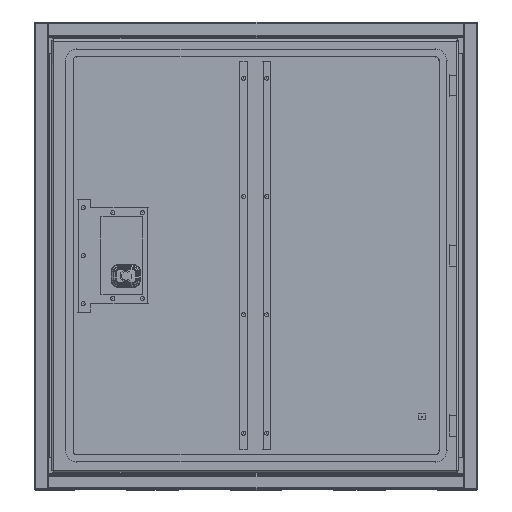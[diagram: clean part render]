
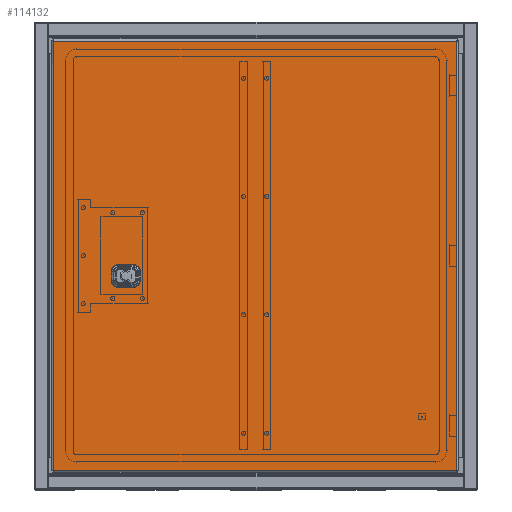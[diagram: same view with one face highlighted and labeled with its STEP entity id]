
A CAD part, top view. The second image highlights one B-rep face of the part: STEP entity #114132.
In plain terms, the highlighted planar face has unit normal (0, 0, 1).
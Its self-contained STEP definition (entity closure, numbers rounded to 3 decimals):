
#415 = EDGE_CURVE ( 'NONE', #100200, #115605, #100853, .T. ) ;
#1250 = CARTESIAN_POINT ( 'NONE',  ( 271.4, 25.9, -4.6 ) ) ;
#1708 = DIRECTION ( 'NONE',  ( -1., 0., 0. ) ) ;
#4450 = CARTESIAN_POINT ( 'NONE',  ( -169.467, 284.9, -4.6 ) ) ;
#4612 = DIRECTION ( 'NONE',  ( -1., 0., 0. ) ) ;
#6091 = CARTESIAN_POINT ( 'NONE',  ( -176.1, 288.4, -4.6 ) ) ;
#6303 = CARTESIAN_POINT ( 'NONE',  ( 272.399, 605.9, -4.6 ) ) ;
#7660 = VECTOR ( 'NONE', #61087, 1000. ) ;
#8671 = VECTOR ( 'NONE', #33429, 1000. ) ;
#8884 = LINE ( 'NONE', #68434, #83269 ) ;
#9459 = EDGE_CURVE ( 'NONE', #24708, #26002, #58248, .T. ) ;
#11721 = DIRECTION ( 'NONE',  ( 1., 0., 0. ) ) ;
#14529 = CIRCLE ( 'NONE', #143459, 3.5 ) ;
#15068 = CARTESIAN_POINT ( 'NONE',  ( -186.6, 291.9, -4.6 ) ) ;
#17613 = CARTESIAN_POINT ( 'NONE',  ( -273.6, 606.899, -4.6 ) ) ;
#17623 = AXIS2_PLACEMENT_3D ( 'NONE', #94900, #153549, #96796 ) ;
#18024 = EDGE_CURVE ( 'NONE', #160649, #100200, #14529, .T. ) ;
#19180 = ORIENTED_EDGE ( 'NONE', *, *, #122046, .T. ) ;
#23321 = CARTESIAN_POINT ( 'NONE',  ( -182.733, 284.9, -4.6 ) ) ;
#23407 = ORIENTED_EDGE ( 'NONE', *, *, #415, .F. ) ;
#24708 = VERTEX_POINT ( 'NONE', #55899 ) ;
#26002 = VERTEX_POINT ( 'NONE', #23321 ) ;
#27190 = VERTEX_POINT ( 'NONE', #4450 ) ;
#28660 = CARTESIAN_POINT ( 'NONE',  ( -176.1, 288.4, -4.6 ) ) ;
#29615 = AXIS2_PLACEMENT_3D ( 'NONE', #156281, #182275, #140882 ) ;
#32475 = LINE ( 'NONE', #74784, #8671 ) ;
#33429 = DIRECTION ( 'NONE',  ( 1., 0., 0. ) ) ;
#40768 = AXIS2_PLACEMENT_3D ( 'NONE', #28660, #189127, #112340 ) ;
#41392 = DIRECTION ( 'NONE',  ( 0., 1., 0. ) ) ;
#48897 = DIRECTION ( 'NONE',  ( 0., 0., -1. ) ) ;
#51653 = CARTESIAN_POINT ( 'NONE',  ( -169.467, 291.9, -4.6 ) ) ;
#51726 = DIRECTION ( 'NONE',  ( -1., 0., 0. ) ) ;
#54525 = CARTESIAN_POINT ( 'NONE',  ( 271.4, 605.9, -4.6 ) ) ;
#54675 = VERTEX_POINT ( 'NONE', #1250 ) ;
#54985 = EDGE_CURVE ( 'NONE', #87188, #24708, #171931, .T. ) ;
#55210 = AXIS2_PLACEMENT_3D ( 'NONE', #180545, #48897, #51726 ) ;
#55899 = CARTESIAN_POINT ( 'NONE',  ( -186.6, 284.9, -4.6 ) ) ;
#55980 = VECTOR ( 'NONE', #41392, 1000. ) ;
#56437 = ORIENTED_EDGE ( 'NONE', *, *, #9459, .F. ) ;
#56689 = EDGE_LOOP ( 'NONE', ( #186927, #19180, #174445, #61696 ) ) ;
#57490 = DIRECTION ( 'NONE',  ( 0., 0., 1. ) ) ;
#58248 = LINE ( 'NONE', #148592, #7660 ) ;
#60300 = VERTEX_POINT ( 'NONE', #54525 ) ;
#61087 = DIRECTION ( 'NONE',  ( 1., 0., 0. ) ) ;
#61236 = LINE ( 'NONE', #62204, #105880 ) ;
#61696 = ORIENTED_EDGE ( 'NONE', *, *, #174741, .T. ) ;
#62204 = CARTESIAN_POINT ( 'NONE',  ( -186.6, 291.9, -4.6 ) ) ;
#66697 = ORIENTED_EDGE ( 'NONE', *, *, #112726, .F. ) ;
#66999 = FACE_BOUND ( 'NONE', #174594, .T. ) ;
#67415 = CIRCLE ( 'NONE', #55210, 0.5 ) ;
#68416 = VECTOR ( 'NONE', #133878, 1000. ) ;
#68434 = CARTESIAN_POINT ( 'NONE',  ( -274.599, 25.9, -4.6 ) ) ;
#68747 = EDGE_CURVE ( 'NONE', #27190, #160649, #32475, .T. ) ;
#68878 = PLANE ( 'NONE',  #17623 ) ;
#72700 = CARTESIAN_POINT ( 'NONE',  ( 223.9, 97.9, -4.6 ) ) ;
#73285 = CARTESIAN_POINT ( 'NONE',  ( -165.6, 288.4, -4.6 ) ) ;
#73352 = ORIENTED_EDGE ( 'NONE', *, *, #68747, .F. ) ;
#74784 = CARTESIAN_POINT ( 'NONE',  ( -169.467, 284.9, -4.6 ) ) ;
#76030 = EDGE_CURVE ( 'NONE', #137556, #54675, #8884, .T. ) ;
#76052 = ORIENTED_EDGE ( 'NONE', *, *, #122452, .F. ) ;
#76846 = CARTESIAN_POINT ( 'NONE',  ( -165.6, 284.9, -4.6 ) ) ;
#78653 = CARTESIAN_POINT ( 'NONE',  ( -182.733, 291.9, -4.6 ) ) ;
#78669 = CARTESIAN_POINT ( 'NONE',  ( -165.6, 288.4, -4.6 ) ) ;
#80593 = DIRECTION ( 'NONE',  ( 0., 0., 1. ) ) ;
#82115 = EDGE_CURVE ( 'NONE', #167536, #87188, #61236, .T. ) ;
#83269 = VECTOR ( 'NONE', #11721, 1000. ) ;
#84379 = ORIENTED_EDGE ( 'NONE', *, *, #92731, .T. ) ;
#87188 = VERTEX_POINT ( 'NONE', #15068 ) ;
#89304 = ORIENTED_EDGE ( 'NONE', *, *, #82115, .F. ) ;
#90517 = ORIENTED_EDGE ( 'NONE', *, *, #54985, .F. ) ;
#90651 = LINE ( 'NONE', #17613, #68416 ) ;
#91644 = AXIS2_PLACEMENT_3D ( 'NONE', #78669, #80593, #139190 ) ;
#92604 = DIRECTION ( 'NONE',  ( 0., 0., 1. ) ) ;
#92731 = EDGE_CURVE ( 'NONE', #96928, #129810, #137010, .T. ) ;
#94900 = CARTESIAN_POINT ( 'NONE',  ( -276.6, 22.9, -4.6 ) ) ;
#95644 = LINE ( 'NONE', #6303, #159539 ) ;
#96796 = DIRECTION ( 'NONE',  ( -1., 0., 0. ) ) ;
#96928 = VERTEX_POINT ( 'NONE', #157050 ) ;
#97550 = CARTESIAN_POINT ( 'NONE',  ( -165.6, 291.9, -4.6 ) ) ;
#97876 = ORIENTED_EDGE ( 'NONE', *, *, #189476, .F. ) ;
#100026 = LINE ( 'NONE', #173040, #55980 ) ;
#100200 = VERTEX_POINT ( 'NONE', #111354 ) ;
#100853 = CIRCLE ( 'NONE', #91644, 3.5 ) ;
#101742 = CARTESIAN_POINT ( 'NONE',  ( -186.6, 288.4, -4.6 ) ) ;
#105880 = VECTOR ( 'NONE', #1708, 1000. ) ;
#107460 = LINE ( 'NONE', #51653, #130786 ) ;
#108920 = EDGE_CURVE ( 'NONE', #60300, #167204, #95644, .T. ) ;
#109351 = FACE_OUTER_BOUND ( 'NONE', #56689, .T. ) ;
#111354 = CARTESIAN_POINT ( 'NONE',  ( -162.1, 288.4, -4.6 ) ) ;
#112340 = DIRECTION ( 'NONE',  ( 1., 0., 0. ) ) ;
#112726 = EDGE_CURVE ( 'NONE', #115605, #171837, #107460, .T. ) ;
#114132 = ADVANCED_FACE ( 'NONE', ( #66999, #182362, #109351 ), #68878, .F. ) ;
#115605 = VERTEX_POINT ( 'NONE', #97550 ) ;
#118125 = CARTESIAN_POINT ( 'NONE',  ( -273.6, 25.9, -4.6 ) ) ;
#122046 = EDGE_CURVE ( 'NONE', #54675, #60300, #100026, .T. ) ;
#122452 = EDGE_CURVE ( 'NONE', #171837, #167536, #154271, .T. ) ;
#129810 = VERTEX_POINT ( 'NONE', #72700 ) ;
#130786 = VECTOR ( 'NONE', #4612, 1000. ) ;
#131906 = DIRECTION ( 'NONE',  ( 1., 0., 0. ) ) ;
#133878 = DIRECTION ( 'NONE',  ( 0., -1., 0. ) ) ;
#137010 = CIRCLE ( 'NONE', #29615, 0.5 ) ;
#137556 = VERTEX_POINT ( 'NONE', #118125 ) ;
#139190 = DIRECTION ( 'NONE',  ( 1., 0., 0. ) ) ;
#139759 = EDGE_CURVE ( 'NONE', #129810, #96928, #67415, .T. ) ;
#140882 = DIRECTION ( 'NONE',  ( -1., 0., 0. ) ) ;
#141551 = AXIS2_PLACEMENT_3D ( 'NONE', #6091, #92604, #167524 ) ;
#143459 = AXIS2_PLACEMENT_3D ( 'NONE', #73285, #177064, #131906 ) ;
#144983 = DIRECTION ( 'NONE',  ( 1., 0., 0. ) ) ;
#148592 = CARTESIAN_POINT ( 'NONE',  ( -186.6, 284.9, -4.6 ) ) ;
#150480 = DIRECTION ( 'NONE',  ( -1., 0., 0. ) ) ;
#153549 = DIRECTION ( 'NONE',  ( 0., 0., -1. ) ) ;
#154271 = CIRCLE ( 'NONE', #40768, 7.5 ) ;
#156281 = CARTESIAN_POINT ( 'NONE',  ( 224.4, 97.9, -4.6 ) ) ;
#157050 = CARTESIAN_POINT ( 'NONE',  ( 224.9, 97.9, -4.6 ) ) ;
#157650 = ORIENTED_EDGE ( 'NONE', *, *, #18024, .F. ) ;
#159539 = VECTOR ( 'NONE', #150480, 1000. ) ;
#160649 = VERTEX_POINT ( 'NONE', #76846 ) ;
#163866 = EDGE_LOOP ( 'NONE', ( #56437, #90517, #89304, #76052, #66697, #23407, #157650, #73352, #97876 ) ) ;
#166215 = CARTESIAN_POINT ( 'NONE',  ( -169.467, 291.9, -4.6 ) ) ;
#167204 = VERTEX_POINT ( 'NONE', #169195 ) ;
#167524 = DIRECTION ( 'NONE',  ( 1., 0., 0. ) ) ;
#167536 = VERTEX_POINT ( 'NONE', #78653 ) ;
#169195 = CARTESIAN_POINT ( 'NONE',  ( -273.6, 605.9, -4.6 ) ) ;
#171837 = VERTEX_POINT ( 'NONE', #166215 ) ;
#171931 = CIRCLE ( 'NONE', #175081, 3.5 ) ;
#172156 = CIRCLE ( 'NONE', #141551, 7.5 ) ;
#173040 = CARTESIAN_POINT ( 'NONE',  ( 271.4, 24.901, -4.6 ) ) ;
#174445 = ORIENTED_EDGE ( 'NONE', *, *, #108920, .T. ) ;
#174594 = EDGE_LOOP ( 'NONE', ( #179336, #84379 ) ) ;
#174741 = EDGE_CURVE ( 'NONE', #167204, #137556, #90651, .T. ) ;
#175081 = AXIS2_PLACEMENT_3D ( 'NONE', #101742, #57490, #144983 ) ;
#177064 = DIRECTION ( 'NONE',  ( 0., 0., 1. ) ) ;
#179336 = ORIENTED_EDGE ( 'NONE', *, *, #139759, .T. ) ;
#180545 = CARTESIAN_POINT ( 'NONE',  ( 224.4, 97.9, -4.6 ) ) ;
#182275 = DIRECTION ( 'NONE',  ( 0., 0., -1. ) ) ;
#182362 = FACE_BOUND ( 'NONE', #163866, .T. ) ;
#186927 = ORIENTED_EDGE ( 'NONE', *, *, #76030, .T. ) ;
#189127 = DIRECTION ( 'NONE',  ( 0., 0., 1. ) ) ;
#189476 = EDGE_CURVE ( 'NONE', #26002, #27190, #172156, .T. ) ;
